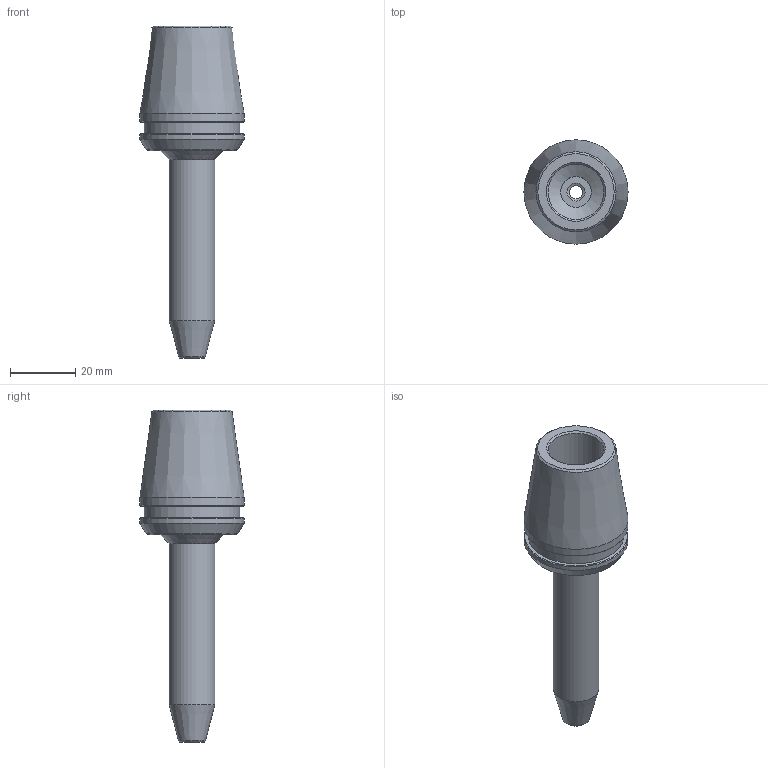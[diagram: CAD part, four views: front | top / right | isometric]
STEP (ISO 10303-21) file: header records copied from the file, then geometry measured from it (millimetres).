
FILE_DESCRIPTION(/* description */ (''),/* implementation_level */ '2;1');
FILE_NAME(/* name */ 'ER32-SF4-2.5.step',/* time_stamp */ '2025-10-10T07:33:38-05:00',/* author */ (''),/* organization */ (''),/* preprocessor_version */ 'ST-DEVELOPER v20.1',/* originating_system */ 'Autodesk Translation Framework v14.17.0.0',/* authorisation */ '');
FILE_SCHEMA (('AUTOMOTIVE_DESIGN { 1 0 10303 214 3 1 1 }'));
Length unit declared in the file: inch
Products named in the file (1): ER32-SF.3125-2.5
Bounding box: 31.88 x 31.88 x 101.6 mm (x, y, z)
Volume: 28106.5 mm3; surface area: 9718.2 mm2
Topology: 1 solids, 1 shells, 27 faces, 55 edges, 34 vertices
Faces by surface type: cone 13, cylinder 8, plane 6
Full cylindrical faces by diameter (mm): 4 x1, 5.524 x1, 9.461 x1, 14.046 x1, 17.018 x1, 29.261 x1, 31.877 x2
Entity records: 765 total; most frequent: DIRECTION 145, CARTESIAN_POINT 117, ORIENTED_EDGE 110, AXIS2_PLACEMENT_3D 62, EDGE_CURVE 55, CIRCLE 34, VERTEX_POINT 34, EDGE_LOOP 33
